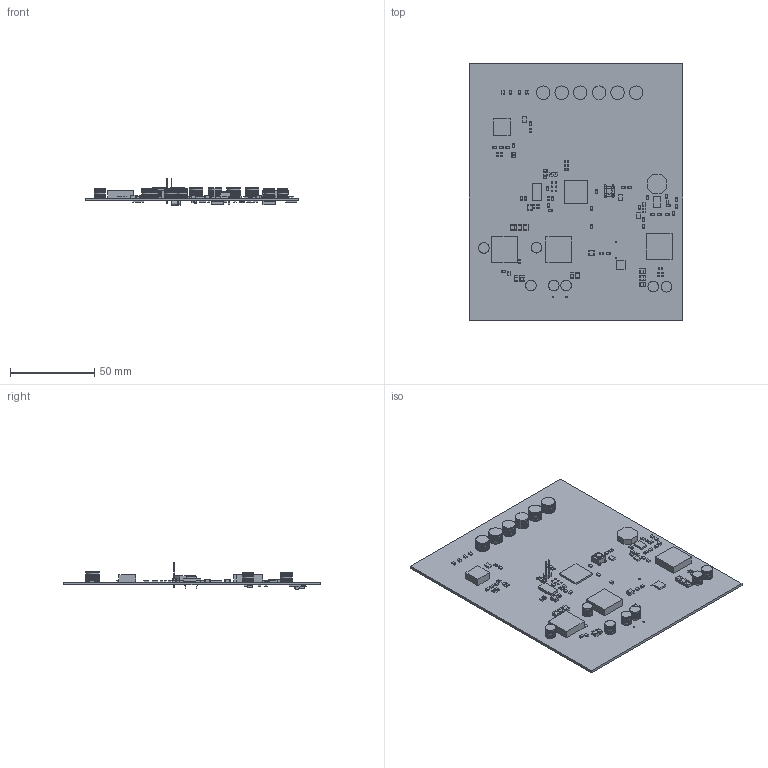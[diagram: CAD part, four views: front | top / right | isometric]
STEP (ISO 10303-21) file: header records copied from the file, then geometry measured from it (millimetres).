
FILE_DESCRIPTION(('Open CASCADE Model'),'2;1');
FILE_NAME('Open CASCADE Shape Model','2013-01-26T03:59:35',('Author'),( 'Open CASCADE'),'Open CASCADE STEP processor 6.2','Open CASCADE 6.2' ,'Unknown');
FILE_SCHEMA(('AUTOMOTIVE_DESIGN { 1 0 10303 214 1 1 1 1 }'));
Length unit declared in the file: millimetre
Products named in the file (194): PCB; Board; Open CASCADE STEP translator 6.2 5.2; OMRON-B3F_1000; OMRON-B3F_1000_B3F_1000_BUTTON; OMRON-B3F_1000_B3F_1000_BASE; Open CASCADE STEP translator 6.2 5.3; 637148432; Extruded; 637159056; Open CASCADE STEP translator 6.2 5.4; Open CASCADE STEP translator 6.2 5.5; 488906944; 488907072; Open CASCADE STEP translator 6.2 5.6; Open CASCADE STEP translator 6.2 5.7; 637159952; Open CASCADE STEP translator 6.2 5.8; U5; 488908608; 488920000; U4; 488921152; RoN; RFBT; RFBB; 637162640; R10; R9; R7; R6; R5; R4; 130k; 953k; RLED; 488912448; TLED; ENT; ENB ...
Assembly tree (466 placements, depth 4):
  PCB
    Board
    Open CASCADE STEP translator 6.2 5.2
      OMRON-B3F_1000
        OMRON-B3F_1000_B3F_1000_BUTTON
        OMRON-B3F_1000_B3F_1000_BASE
    Open CASCADE STEP translator 6.2 5.3
      637148432  x2
        Extruded
      637159056
        Extruded
    Open CASCADE STEP translator 6.2 5.4
      637148432  x2
        Extruded
      637159056
        Extruded
    Open CASCADE STEP translator 6.2 5.5
      488906944  x2
        Extruded
      488907072
        Extruded
    Open CASCADE STEP translator 6.2 5.6
      488906944  x2
        Extruded
      488907072
        Extruded
    Open CASCADE STEP translator 6.2 5.7
      488906944  x2
        Extruded
      637159952
        Extruded
    Open CASCADE STEP translator 6.2 5.8
      488906944  x2
        Extruded
      637159952
        Extruded
    U5
      488908608
        Extruded
    U5
      488920000
        Extruded
    U4
      488921152
        Extruded
    RoN
      637148432  x2
        Extruded
      637159056
        Extruded
    RFBT
      488906944  x2
        Extruded
      488907072
        Extruded
    RFBT
      488906944  x2
        Extruded
      488907072
        Extruded
Bounding box: 127 x 152.4 x 15.82 mm (x, y, z)
Volume: 38986.8 mm3; surface area: 49468.2 mm2
Topology: 310 solids, 310 shells, 2415 faces, 5354 edges, 3568 vertices
Faces by surface type: plane 2385, cylinder 30
Full cylindrical faces by diameter (mm): 0.762 x2, 0.889 x4, 0.9 x6, 1 x4, 2.54 x1, 2.591 x1
Entity records: 27975 total; most frequent: CARTESIAN_POINT 4350, DIRECTION 4246, LINE 2432, VECTOR 2432, ORIENTED_EDGE 1736, PCURVE 1736, DEFINITIONAL_REPRESENTATION 1736, AXIS2_PLACEMENT_3D 900
